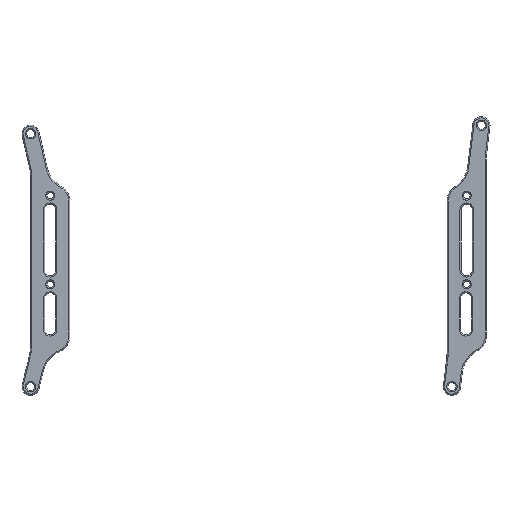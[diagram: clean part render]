
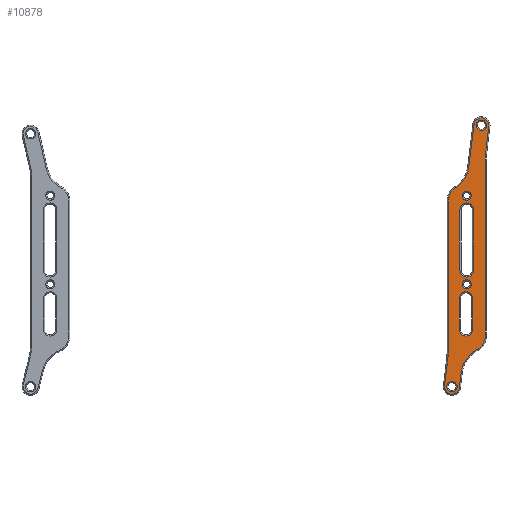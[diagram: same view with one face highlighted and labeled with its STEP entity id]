
A CAD part, front view. The second image highlights one B-rep face of the part: STEP entity #10878.
In plain terms, the highlighted planar face has unit normal (0, -1, 0).
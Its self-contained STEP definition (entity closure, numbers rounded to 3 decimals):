
#171=CIRCLE('',#11347,1.85);
#173=CIRCLE('',#11350,20.4);
#174=CIRCLE('',#11351,2.65);
#175=CIRCLE('',#11352,10.4);
#176=CIRCLE('',#11353,5.6);
#177=CIRCLE('',#11354,20.4);
#178=CIRCLE('',#11355,2.65);
#179=CIRCLE('',#11356,10.4);
#180=CIRCLE('',#11357,5.6);
#181=CIRCLE('',#11358,1.6);
#182=CIRCLE('',#11359,1.85);
#183=CIRCLE('',#11360,2.4);
#184=CIRCLE('',#11361,2.4);
#185=CIRCLE('',#11362,2.4);
#186=CIRCLE('',#11363,2.4);
#187=CIRCLE('',#11364,1.6);
#326=FACE_BOUND('',#1744,.T.);
#327=FACE_BOUND('',#1745,.T.);
#328=FACE_BOUND('',#1746,.T.);
#329=FACE_BOUND('',#1747,.T.);
#330=FACE_BOUND('',#1748,.T.);
#331=FACE_BOUND('',#1749,.T.);
#1108=FACE_OUTER_BOUND('',#1743,.T.);
#1743=EDGE_LOOP('',(#9574,#9575,#9576,#9577,#9578,#9579,#9580,#9581,#9582,
#9583,#9584,#9585,#9586,#9587));
#1744=EDGE_LOOP('',(#9588));
#1745=EDGE_LOOP('',(#9589));
#1746=EDGE_LOOP('',(#9590,#9591,#9592,#9593));
#1747=EDGE_LOOP('',(#9594,#9595,#9596,#9597));
#1748=EDGE_LOOP('',(#9598));
#1749=EDGE_LOOP('',(#9599));
#3188=LINE('',#20526,#4146);
#3189=LINE('',#20530,#4147);
#3190=LINE('',#20534,#4148);
#3191=LINE('',#20540,#4149);
#3192=LINE('',#20544,#4150);
#3193=LINE('',#20548,#4151);
#3194=LINE('',#20558,#4152);
#3195=LINE('',#20562,#4153);
#3196=LINE('',#20568,#4154);
#3197=LINE('',#20571,#4155);
#4146=VECTOR('',#13129,10.);
#4147=VECTOR('',#13132,10.);
#4148=VECTOR('',#13135,10.);
#4149=VECTOR('',#13140,10.);
#4150=VECTOR('',#13143,10.);
#4151=VECTOR('',#13146,10.);
#4152=VECTOR('',#13155,10.);
#4153=VECTOR('',#13158,10.);
#4154=VECTOR('',#13163,10.);
#4155=VECTOR('',#13166,10.);
#5169=VERTEX_POINT('',#20518);
#5171=VERTEX_POINT('',#20524);
#5172=VERTEX_POINT('',#20525);
#5173=VERTEX_POINT('',#20527);
#5174=VERTEX_POINT('',#20529);
#5175=VERTEX_POINT('',#20531);
#5176=VERTEX_POINT('',#20533);
#5177=VERTEX_POINT('',#20535);
#5178=VERTEX_POINT('',#20537);
#5179=VERTEX_POINT('',#20539);
#5180=VERTEX_POINT('',#20541);
#5181=VERTEX_POINT('',#20543);
#5182=VERTEX_POINT('',#20545);
#5183=VERTEX_POINT('',#20547);
#5184=VERTEX_POINT('',#20549);
#5185=VERTEX_POINT('',#20552);
#5186=VERTEX_POINT('',#20554);
#5187=VERTEX_POINT('',#20556);
#5188=VERTEX_POINT('',#20557);
#5189=VERTEX_POINT('',#20559);
#5190=VERTEX_POINT('',#20561);
#5191=VERTEX_POINT('',#20564);
#5192=VERTEX_POINT('',#20565);
#5193=VERTEX_POINT('',#20567);
#5194=VERTEX_POINT('',#20569);
#5195=VERTEX_POINT('',#20572);
#6697=EDGE_CURVE('',#5169,#5169,#171,.T.);
#6700=EDGE_CURVE('',#5171,#5172,#3188,.T.);
#6701=EDGE_CURVE('',#5173,#5171,#173,.T.);
#6702=EDGE_CURVE('',#5174,#5173,#3189,.T.);
#6703=EDGE_CURVE('',#5175,#5174,#174,.T.);
#6704=EDGE_CURVE('',#5176,#5175,#3190,.T.);
#6705=EDGE_CURVE('',#5177,#5176,#175,.T.);
#6706=EDGE_CURVE('',#5178,#5177,#176,.T.);
#6707=EDGE_CURVE('',#5179,#5178,#3191,.T.);
#6708=EDGE_CURVE('',#5180,#5179,#177,.T.);
#6709=EDGE_CURVE('',#5181,#5180,#3192,.T.);
#6710=EDGE_CURVE('',#5182,#5181,#178,.T.);
#6711=EDGE_CURVE('',#5183,#5182,#3193,.T.);
#6712=EDGE_CURVE('',#5184,#5183,#179,.T.);
#6713=EDGE_CURVE('',#5172,#5184,#180,.T.);
#6714=EDGE_CURVE('',#5185,#5185,#181,.T.);
#6715=EDGE_CURVE('',#5186,#5186,#182,.T.);
#6716=EDGE_CURVE('',#5187,#5188,#3194,.T.);
#6717=EDGE_CURVE('',#5189,#5187,#183,.T.);
#6718=EDGE_CURVE('',#5190,#5189,#3195,.T.);
#6719=EDGE_CURVE('',#5188,#5190,#184,.T.);
#6720=EDGE_CURVE('',#5191,#5192,#185,.T.);
#6721=EDGE_CURVE('',#5193,#5191,#3196,.T.);
#6722=EDGE_CURVE('',#5194,#5193,#186,.T.);
#6723=EDGE_CURVE('',#5192,#5194,#3197,.T.);
#6724=EDGE_CURVE('',#5195,#5195,#187,.T.);
#9574=ORIENTED_EDGE('',*,*,#6700,.F.);
#9575=ORIENTED_EDGE('',*,*,#6701,.F.);
#9576=ORIENTED_EDGE('',*,*,#6702,.F.);
#9577=ORIENTED_EDGE('',*,*,#6703,.F.);
#9578=ORIENTED_EDGE('',*,*,#6704,.F.);
#9579=ORIENTED_EDGE('',*,*,#6705,.F.);
#9580=ORIENTED_EDGE('',*,*,#6706,.F.);
#9581=ORIENTED_EDGE('',*,*,#6707,.F.);
#9582=ORIENTED_EDGE('',*,*,#6708,.F.);
#9583=ORIENTED_EDGE('',*,*,#6709,.F.);
#9584=ORIENTED_EDGE('',*,*,#6710,.F.);
#9585=ORIENTED_EDGE('',*,*,#6711,.F.);
#9586=ORIENTED_EDGE('',*,*,#6712,.F.);
#9587=ORIENTED_EDGE('',*,*,#6713,.F.);
#9588=ORIENTED_EDGE('',*,*,#6714,.F.);
#9589=ORIENTED_EDGE('',*,*,#6715,.F.);
#9590=ORIENTED_EDGE('',*,*,#6716,.F.);
#9591=ORIENTED_EDGE('',*,*,#6717,.F.);
#9592=ORIENTED_EDGE('',*,*,#6718,.F.);
#9593=ORIENTED_EDGE('',*,*,#6719,.F.);
#9594=ORIENTED_EDGE('',*,*,#6720,.F.);
#9595=ORIENTED_EDGE('',*,*,#6721,.F.);
#9596=ORIENTED_EDGE('',*,*,#6722,.F.);
#9597=ORIENTED_EDGE('',*,*,#6723,.F.);
#9598=ORIENTED_EDGE('',*,*,#6724,.F.);
#9599=ORIENTED_EDGE('',*,*,#6697,.F.);
#10331=PLANE('',#11349);
#10878=ADVANCED_FACE('',(#1108,#326,#327,#328,#329,#330,#331),#10331,.F.);
#11347=AXIS2_PLACEMENT_3D('',#20519,#13122,#13123);
#11349=AXIS2_PLACEMENT_3D('',#20523,#13127,#13128);
#11350=AXIS2_PLACEMENT_3D('',#20528,#13130,#13131);
#11351=AXIS2_PLACEMENT_3D('',#20532,#13133,#13134);
#11352=AXIS2_PLACEMENT_3D('',#20536,#13136,#13137);
#11353=AXIS2_PLACEMENT_3D('',#20538,#13138,#13139);
#11354=AXIS2_PLACEMENT_3D('',#20542,#13141,#13142);
#11355=AXIS2_PLACEMENT_3D('',#20546,#13144,#13145);
#11356=AXIS2_PLACEMENT_3D('',#20550,#13147,#13148);
#11357=AXIS2_PLACEMENT_3D('',#20551,#13149,#13150);
#11358=AXIS2_PLACEMENT_3D('',#20553,#13151,#13152);
#11359=AXIS2_PLACEMENT_3D('',#20555,#13153,#13154);
#11360=AXIS2_PLACEMENT_3D('',#20560,#13156,#13157);
#11361=AXIS2_PLACEMENT_3D('',#20563,#13159,#13160);
#11362=AXIS2_PLACEMENT_3D('',#20566,#13161,#13162);
#11363=AXIS2_PLACEMENT_3D('',#20570,#13164,#13165);
#11364=AXIS2_PLACEMENT_3D('',#20573,#13167,#13168);
#13122=DIRECTION('center_axis',(0.,-1.,0.));
#13123=DIRECTION('ref_axis',(0.,0.,1.));
#13127=DIRECTION('center_axis',(0.,1.,0.));
#13128=DIRECTION('ref_axis',(1.,0.,0.));
#13129=DIRECTION('',(0.,0.,-1.));
#13130=DIRECTION('center_axis',(0.,-1.,0.));
#13131=DIRECTION('ref_axis',(-1.,0.,0.));
#13132=DIRECTION('',(-0.122,0.,-0.993));
#13133=DIRECTION('center_axis',(0.,1.,0.));
#13134=DIRECTION('ref_axis',(1.,0.,0.));
#13135=DIRECTION('',(0.122,0.,0.993));
#13136=DIRECTION('center_axis',(0.,-1.,0.));
#13137=DIRECTION('ref_axis',(0.993,0.,-0.122));
#13138=DIRECTION('center_axis',(0.,1.,0.));
#13139=DIRECTION('ref_axis',(-1.,0.,0.));
#13140=DIRECTION('',(0.,0.,1.));
#13141=DIRECTION('center_axis',(0.,-1.,0.));
#13142=DIRECTION('ref_axis',(1.,0.,0.));
#13143=DIRECTION('',(0.122,0.,0.993));
#13144=DIRECTION('center_axis',(0.,1.,0.));
#13145=DIRECTION('ref_axis',(-1.,0.,0.));
#13146=DIRECTION('',(-0.122,0.,-0.993));
#13147=DIRECTION('center_axis',(0.,-1.,0.));
#13148=DIRECTION('ref_axis',(-0.993,0.,0.122));
#13149=DIRECTION('center_axis',(0.,1.,0.));
#13150=DIRECTION('ref_axis',(1.,0.,0.));
#13151=DIRECTION('center_axis',(0.,-1.,0.));
#13152=DIRECTION('ref_axis',(0.,0.,1.));
#13153=DIRECTION('center_axis',(0.,-1.,0.));
#13154=DIRECTION('ref_axis',(0.,0.,1.));
#13155=DIRECTION('',(0.,0.,1.));
#13156=DIRECTION('center_axis',(0.,-1.,0.));
#13157=DIRECTION('ref_axis',(1.,0.,0.));
#13158=DIRECTION('',(0.,0.,-1.));
#13159=DIRECTION('center_axis',(0.,-1.,0.));
#13160=DIRECTION('ref_axis',(-1.,0.,0.));
#13161=DIRECTION('center_axis',(0.,-1.,0.));
#13162=DIRECTION('ref_axis',(-1.,0.,0.));
#13163=DIRECTION('',(0.,0.,1.));
#13164=DIRECTION('center_axis',(0.,-1.,0.));
#13165=DIRECTION('ref_axis',(1.,0.,0.));
#13166=DIRECTION('',(0.,0.,-1.));
#13167=DIRECTION('center_axis',(0.,-1.,0.));
#13168=DIRECTION('ref_axis',(0.,0.,1.));
#20518=CARTESIAN_POINT('',(165.5,-4.,-6.85));
#20519=CARTESIAN_POINT('Origin',(165.5,-4.,-5.));
#20523=CARTESIAN_POINT('Origin',(160.25,-4.,-51.5));
#20524=CARTESIAN_POINT('',(166.85,-4.,-16.997));
#20525=CARTESIAN_POINT('',(166.85,-4.,-79.988));
#20526=CARTESIAN_POINT('',(166.85,-4.,-65.744));
#20527=CARTESIAN_POINT('',(167.002,-4.,-14.511));
#20528=CARTESIAN_POINT('Origin',(187.25,-4.,-16.997));
#20529=CARTESIAN_POINT('',(168.13,-4.,-5.323));
#20530=CARTESIAN_POINT('',(164.715,-4.,-33.139));
#20531=CARTESIAN_POINT('',(162.87,-4.,-4.677));
#20532=CARTESIAN_POINT('Origin',(165.5,-4.,-5.));
#20533=CARTESIAN_POINT('',(161.02,-4.,-19.741));
#20534=CARTESIAN_POINT('',(160.018,-4.,-27.899));
#20535=CARTESIAN_POINT('',(156.257,-4.,-27.263));
#20536=CARTESIAN_POINT('Origin',(150.698,-4.,-18.473));
#20537=CARTESIAN_POINT('',(153.65,-4.,-31.996));
#20538=CARTESIAN_POINT('Origin',(159.25,-4.,-31.996));
#20539=CARTESIAN_POINT('',(153.65,-4.,-86.003));
#20540=CARTESIAN_POINT('',(153.65,-4.,-41.748));
#20541=CARTESIAN_POINT('',(153.498,-4.,-88.489));
#20542=CARTESIAN_POINT('Origin',(133.25,-4.,-86.003));
#20543=CARTESIAN_POINT('',(152.37,-4.,-97.677));
#20544=CARTESIAN_POINT('',(155.785,-4.,-69.861));
#20545=CARTESIAN_POINT('',(157.63,-4.,-98.323));
#20546=CARTESIAN_POINT('Origin',(155.,-4.,-98.));
#20547=CARTESIAN_POINT('',(158.293,-4.,-92.924));
#20548=CARTESIAN_POINT('',(160.482,-4.,-75.101));
#20549=CARTESIAN_POINT('',(163.828,-4.,-84.959));
#20550=CARTESIAN_POINT('Origin',(168.616,-4.,-94.192));
#20551=CARTESIAN_POINT('Origin',(161.25,-4.,-79.988));
#20552=CARTESIAN_POINT('',(160.25,-4.,-31.6));
#20553=CARTESIAN_POINT('Origin',(160.25,-4.,-30.));
#20554=CARTESIAN_POINT('',(155.,-4.,-99.85));
#20555=CARTESIAN_POINT('Origin',(155.,-4.,-98.));
#20556=CARTESIAN_POINT('',(162.65,-4.,-56.6));
#20557=CARTESIAN_POINT('',(162.65,-4.,-35.));
#20558=CARTESIAN_POINT('',(162.65,-4.,-43.25));
#20559=CARTESIAN_POINT('',(157.85,-4.,-56.6));
#20560=CARTESIAN_POINT('Origin',(160.25,-4.,-56.6));
#20561=CARTESIAN_POINT('',(157.85,-4.,-35.));
#20562=CARTESIAN_POINT('',(157.85,-4.,-54.05));
#20563=CARTESIAN_POINT('Origin',(160.25,-4.,-35.));
#20564=CARTESIAN_POINT('',(162.4,-4.,-66.6));
#20565=CARTESIAN_POINT('',(157.6,-4.,-66.6));
#20566=CARTESIAN_POINT('Origin',(160.,-4.,-66.6));
#20567=CARTESIAN_POINT('',(162.4,-4.,-77.6));
#20568=CARTESIAN_POINT('',(162.4,-4.,-59.05));
#20569=CARTESIAN_POINT('',(157.6,-4.,-77.6));
#20570=CARTESIAN_POINT('Origin',(160.,-4.,-77.6));
#20571=CARTESIAN_POINT('',(157.6,-4.,-64.55));
#20572=CARTESIAN_POINT('',(160.25,-4.,-63.2));
#20573=CARTESIAN_POINT('Origin',(160.25,-4.,-61.6));
